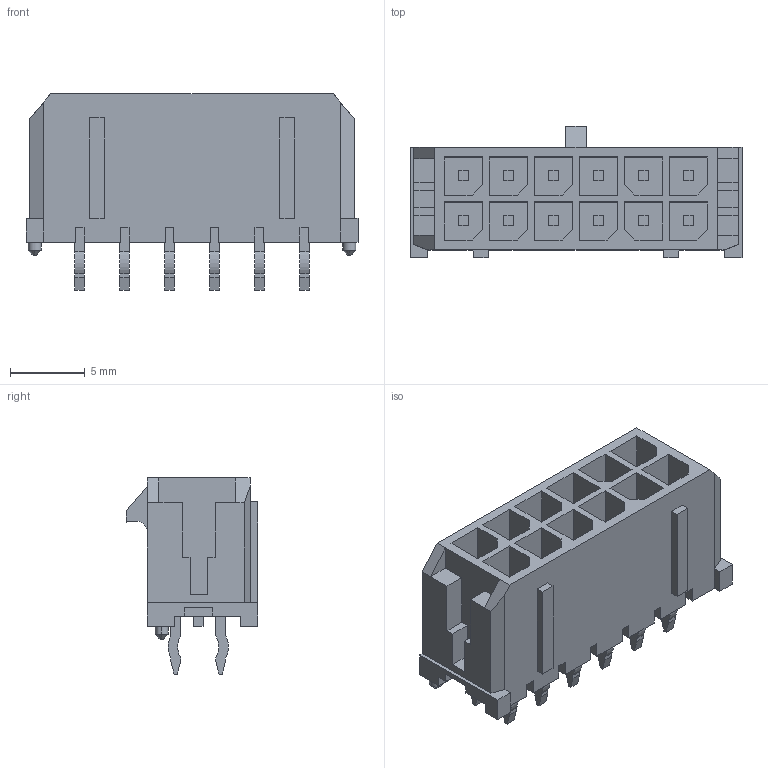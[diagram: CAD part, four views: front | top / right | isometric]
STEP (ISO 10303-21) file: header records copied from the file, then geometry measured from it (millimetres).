
FILE_DESCRIPTION(('STEP AP242'),'1');
FILE_NAME('0430451212.stp','2024-11-08T12:44:29',('TraceParts'),('TraceParts S.A.'),'Spatial InterOp 3D',' ',' ');
FILE_SCHEMA(('AP242_MANAGED_MODEL_BASED_3D_ENGINEERING_MIM_LF {1 0 10303 442 1 1 4}'));
Length unit declared in the file: millimetre
Products named in the file (1): 0430451212_1
Bounding box: 22.15 x 8.77 x 13.09 mm (x, y, z)
Volume: 889.1 mm3; surface area: 2010.3 mm2
Topology: 1 solids, 1 shells, 494 faces, 1406 edges, 976 vertices
Faces by surface type: plane 456, cylinder 30, cone 8
Entity records: 15808 total; most frequent: CARTESIAN_POINT 2814, ORIENTED_EDGE 2748, DIRECTION 2498, EDGE_CURVE 1374, LINE 1306, VECTOR 1306, VERTEX_POINT 912, AXIS2_PLACEMENT_3D 596
